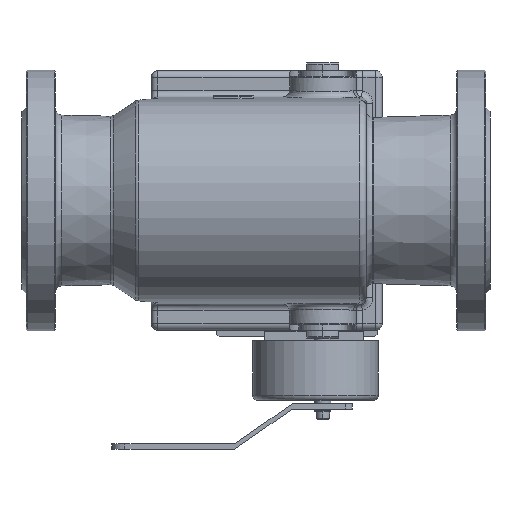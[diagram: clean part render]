
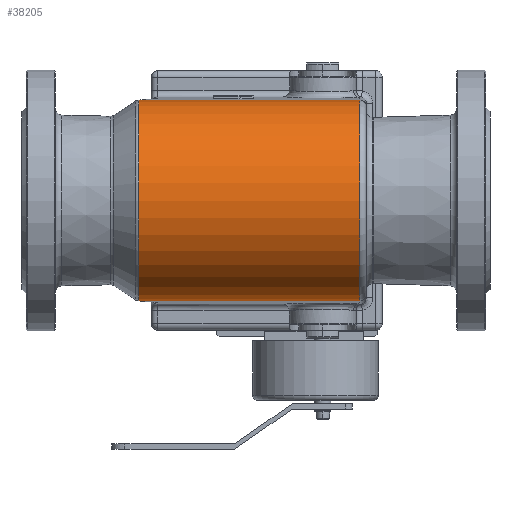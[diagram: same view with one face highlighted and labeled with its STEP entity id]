
A CAD part, front view. The second image highlights one B-rep face of the part: STEP entity #38205.
In plain terms, the highlighted cylindrical face has radius 75 mm (diameter 150 mm), a partial arc.
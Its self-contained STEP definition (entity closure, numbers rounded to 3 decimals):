
#1331 = DIRECTION ( 'NONE',  ( 0., 0., -1. ) ) ;
#1788 = VECTOR ( 'NONE', #18828, 1000. ) ;
#2300 = CARTESIAN_POINT ( 'NONE',  ( -237.616, 0., -75. ) ) ;
#3421 = CARTESIAN_POINT ( 'NONE',  ( -237.62, 0., 0. ) ) ;
#4002 = DIRECTION ( 'NONE',  ( 1., 0., 0. ) ) ;
#4664 = CIRCLE ( 'NONE', #10494, 75. ) ;
#6464 = AXIS2_PLACEMENT_3D ( 'NONE', #3421, #50750, #10202 ) ;
#7435 = VERTEX_POINT ( 'NONE', #2300 ) ;
#8395 = VERTEX_POINT ( 'NONE', #31665 ) ;
#9993 = ORIENTED_EDGE ( 'NONE', *, *, #36019, .T. ) ;
#10202 = DIRECTION ( 'NONE',  ( 0., 0., -1. ) ) ;
#10494 = AXIS2_PLACEMENT_3D ( 'NONE', #54440, #60998, #20494 ) ;
#13160 = ORIENTED_EDGE ( 'NONE', *, *, #66511, .F. ) ;
#13243 = EDGE_CURVE ( 'NONE', #55185, #8395, #50069, .T. ) ;
#13629 = CARTESIAN_POINT ( 'NONE',  ( -237.616, 0., 75. ) ) ;
#15643 = EDGE_CURVE ( 'NONE', #7435, #35438, #86108, .T. ) ;
#18828 = DIRECTION ( 'NONE',  ( -1., 0., 0. ) ) ;
#19167 = ORIENTED_EDGE ( 'NONE', *, *, #15643, .T. ) ;
#20494 = DIRECTION ( 'NONE',  ( 0., 0., 1. ) ) ;
#21896 = VERTEX_POINT ( 'NONE', #22477 ) ;
#22477 = CARTESIAN_POINT ( 'NONE',  ( -72.5, 0., 75. ) ) ;
#23453 = CARTESIAN_POINT ( 'NONE',  ( -237.62, 0., -75. ) ) ;
#24294 = AXIS2_PLACEMENT_3D ( 'NONE', #48707, #55493, #1331 ) ;
#26828 = ORIENTED_EDGE ( 'NONE', *, *, #29202, .T. ) ;
#27812 = DIRECTION ( 'NONE',  ( -1., 0., 0. ) ) ;
#29202 = EDGE_CURVE ( 'NONE', #8395, #68904, #57869, .T. ) ;
#31229 = CARTESIAN_POINT ( 'NONE',  ( -257.5, 0., -75. ) ) ;
#31665 = CARTESIAN_POINT ( 'NONE',  ( -237.62, 0., 75. ) ) ;
#34245 = VECTOR ( 'NONE', #78505, 1000. ) ;
#34289 = CARTESIAN_POINT ( 'NONE',  ( -257.5, 0., 75. ) ) ;
#35438 = VERTEX_POINT ( 'NONE', #72288 ) ;
#36019 = EDGE_CURVE ( 'NONE', #35438, #21896, #4664, .T. ) ;
#38205 = ADVANCED_FACE ( 'NONE', ( #78574 ), #74311, .T. ) ;
#47973 = VECTOR ( 'NONE', #27812, 1000. ) ;
#48707 = CARTESIAN_POINT ( 'NONE',  ( -257.5, 0., 0. ) ) ;
#50069 = LINE ( 'NONE', #34289, #47973 ) ;
#50750 = DIRECTION ( 'NONE',  ( 1., 0., 0. ) ) ;
#51348 = CARTESIAN_POINT ( 'NONE',  ( -257.5, 0., 75. ) ) ;
#53662 = LINE ( 'NONE', #66098, #1788 ) ;
#54440 = CARTESIAN_POINT ( 'NONE',  ( -72.5, 0., 0. ) ) ;
#55185 = VERTEX_POINT ( 'NONE', #13629 ) ;
#55493 = DIRECTION ( 'NONE',  ( -1., 0., 0. ) ) ;
#56862 = ORIENTED_EDGE ( 'NONE', *, *, #80636, .F. ) ;
#57869 = CIRCLE ( 'NONE', #6464, 75. ) ;
#60090 = ORIENTED_EDGE ( 'NONE', *, *, #13243, .T. ) ;
#60998 = DIRECTION ( 'NONE',  ( -1., 0., 0. ) ) ;
#66098 = CARTESIAN_POINT ( 'NONE',  ( -257.5, 0., -75. ) ) ;
#66511 = EDGE_CURVE ( 'NONE', #7435, #68904, #53662, .T. ) ;
#67141 = LINE ( 'NONE', #51348, #85198 ) ;
#68904 = VERTEX_POINT ( 'NONE', #23453 ) ;
#72288 = CARTESIAN_POINT ( 'NONE',  ( -72.5, 0., -75. ) ) ;
#74311 = CYLINDRICAL_SURFACE ( 'NONE', #24294, 75. ) ;
#74604 = EDGE_LOOP ( 'NONE', ( #56862, #60090, #26828, #13160, #19167, #9993 ) ) ;
#78505 = DIRECTION ( 'NONE',  ( 1., 0., 0. ) ) ;
#78574 = FACE_OUTER_BOUND ( 'NONE', #74604, .T. ) ;
#80636 = EDGE_CURVE ( 'NONE', #55185, #21896, #67141, .T. ) ;
#85198 = VECTOR ( 'NONE', #4002, 1000. ) ;
#86108 = LINE ( 'NONE', #31229, #34245 ) ;
